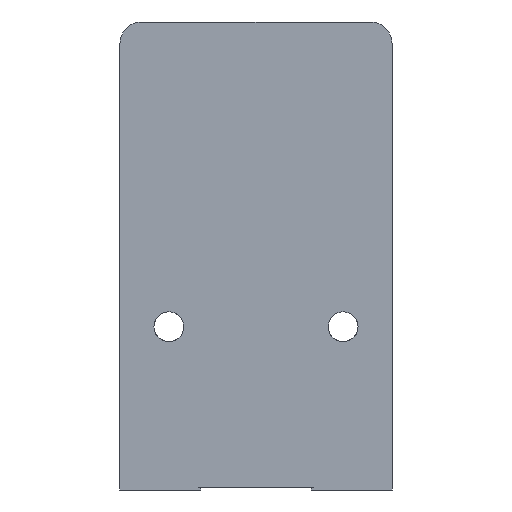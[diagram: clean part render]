
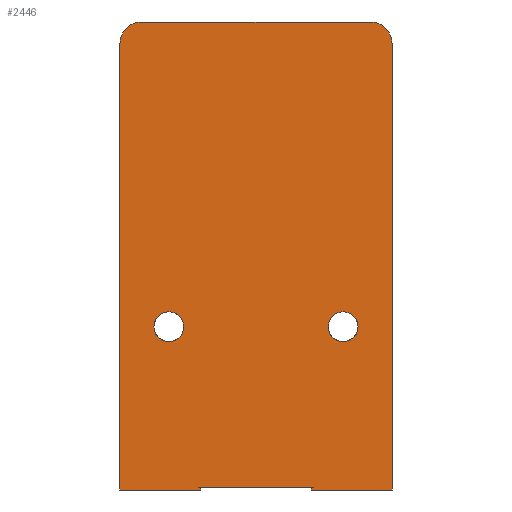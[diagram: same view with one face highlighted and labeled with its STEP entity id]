
A CAD part, left-side view. The second image highlights one B-rep face of the part: STEP entity #2446.
In plain terms, the highlighted planar face has unit normal (-1, 0, 0).
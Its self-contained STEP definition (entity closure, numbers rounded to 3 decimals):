
#73=LINE('',#3589,#330);
#170=LINE('',#3795,#427);
#187=LINE('',#3840,#444);
#189=LINE('',#3843,#446);
#190=LINE('',#3849,#447);
#266=LINE('',#4002,#523);
#272=LINE('',#4013,#529);
#273=LINE('',#4014,#530);
#330=VECTOR('',#2929,42.);
#427=VECTOR('',#3098,0.5);
#444=VECTOR('',#3143,82.);
#446=VECTOR('',#3147,14.802);
#447=VECTOR('',#3152,0.5);
#523=VECTOR('',#3306,20.396);
#529=VECTOR('',#3318,14.802);
#530=VECTOR('',#3319,82.);
#623=PLANE('',#2653);
#731=FACE_BOUND('',#1035,.T.);
#732=FACE_BOUND('',#1036,.T.);
#865=FACE_OUTER_BOUND('',#1034,.T.);
#1034=EDGE_LOOP('',(#2250,#2251,#2252,#2253,#2254,#2255,#2256,#2257,#2258,
#2259));
#1035=EDGE_LOOP('',(#2260));
#1036=EDGE_LOOP('',(#2261));
#1055=CIRCLE('',#2479,2.75);
#1059=CIRCLE('',#2497,2.75);
#1076=CIRCLE('',#2557,4.);
#1084=CIRCLE('',#2601,4.);
#1107=VERTEX_POINT('',#3372);
#1115=VERTEX_POINT('',#3398);
#1185=VERTEX_POINT('',#3579);
#1186=VERTEX_POINT('',#3581);
#1188=VERTEX_POINT('',#3586);
#1258=VERTEX_POINT('',#3788);
#1261=VERTEX_POINT('',#3793);
#1268=VERTEX_POINT('',#3812);
#1275=VERTEX_POINT('',#3838);
#1277=VERTEX_POINT('',#3846);
#1278=VERTEX_POINT('',#3848);
#1318=VERTEX_POINT('',#4012);
#1338=EDGE_CURVE('',#1107,#1107,#1055,.T.);
#1351=EDGE_CURVE('',#1115,#1115,#1059,.T.);
#1434=EDGE_CURVE('',#1186,#1185,#1076,.T.);
#1438=EDGE_CURVE('',#1188,#1186,#73,.T.);
#1539=EDGE_CURVE('',#1258,#1261,#170,.T.);
#1547=EDGE_CURVE('',#1268,#1188,#1084,.T.);
#1562=EDGE_CURVE('',#1185,#1275,#187,.T.);
#1564=EDGE_CURVE('',#1275,#1258,#189,.T.);
#1566=EDGE_CURVE('',#1278,#1277,#190,.T.);
#1643=EDGE_CURVE('',#1261,#1278,#266,.T.);
#1649=EDGE_CURVE('',#1277,#1318,#272,.T.);
#1650=EDGE_CURVE('',#1268,#1318,#273,.T.);
#2250=ORIENTED_EDGE('',*,*,#1539,.T.);
#2251=ORIENTED_EDGE('',*,*,#1643,.T.);
#2252=ORIENTED_EDGE('',*,*,#1566,.T.);
#2253=ORIENTED_EDGE('',*,*,#1649,.T.);
#2254=ORIENTED_EDGE('',*,*,#1650,.F.);
#2255=ORIENTED_EDGE('',*,*,#1547,.T.);
#2256=ORIENTED_EDGE('',*,*,#1438,.T.);
#2257=ORIENTED_EDGE('',*,*,#1434,.T.);
#2258=ORIENTED_EDGE('',*,*,#1562,.T.);
#2259=ORIENTED_EDGE('',*,*,#1564,.T.);
#2260=ORIENTED_EDGE('',*,*,#1338,.T.);
#2261=ORIENTED_EDGE('',*,*,#1351,.T.);
#2446=ADVANCED_FACE('',(#865,#731,#732),#623,.T.);
#2479=AXIS2_PLACEMENT_3D('',#3373,#2714,#2715);
#2497=AXIS2_PLACEMENT_3D('',#3399,#2750,#2751);
#2557=AXIS2_PLACEMENT_3D('',#3582,#2922,#2923);
#2601=AXIS2_PLACEMENT_3D('',#3813,#3115,#3116);
#2653=AXIS2_PLACEMENT_3D('',#4011,#3316,#3317);
#2714=DIRECTION('center_axis',(1.,0.,0.));
#2715=DIRECTION('ref_axis',(0.,0.,1.));
#2750=DIRECTION('center_axis',(1.,0.,0.));
#2751=DIRECTION('ref_axis',(0.,0.,1.));
#2922=DIRECTION('center_axis',(-1.,0.,0.));
#2923=DIRECTION('ref_axis',(0.,0.,-1.));
#2929=DIRECTION('',(0.,1.,0.));
#3098=DIRECTION('',(0.,0.,1.));
#3115=DIRECTION('center_axis',(-1.,0.,0.));
#3116=DIRECTION('ref_axis',(0.,0.,1.));
#3143=DIRECTION('',(0.,0.,-1.));
#3147=DIRECTION('',(0.,-1.,0.));
#3152=DIRECTION('',(0.,0.,-1.));
#3306=DIRECTION('',(0.,-1.,0.));
#3316=DIRECTION('center_axis',(-1.,0.,0.));
#3317=DIRECTION('ref_axis',(0.,0.,1.));
#3318=DIRECTION('',(0.,-1.,0.));
#3319=DIRECTION('',(0.,0.,-1.));
#3372=CARTESIAN_POINT('',(-25.,-16.,32.75));
#3373=CARTESIAN_POINT('Origin',(-25.,-16.,30.));
#3398=CARTESIAN_POINT('',(-25.,16.,32.75));
#3399=CARTESIAN_POINT('Origin',(-25.,16.,30.));
#3579=CARTESIAN_POINT('',(-25.,25.,82.));
#3581=CARTESIAN_POINT('',(-25.,21.,86.));
#3582=CARTESIAN_POINT('Origin',(-25.,21.,82.));
#3586=CARTESIAN_POINT('',(-25.,-21.,86.));
#3589=CARTESIAN_POINT('',(-25.,-25.,86.));
#3788=CARTESIAN_POINT('',(-25.,10.198,0.));
#3793=CARTESIAN_POINT('',(-25.,10.198,0.5));
#3795=CARTESIAN_POINT('',(-25.,10.198,0.));
#3812=CARTESIAN_POINT('',(-25.,-25.,82.));
#3813=CARTESIAN_POINT('Origin',(-25.,-21.,82.));
#3838=CARTESIAN_POINT('',(-25.,25.,0.));
#3840=CARTESIAN_POINT('',(-25.,25.,0.));
#3843=CARTESIAN_POINT('',(-25.,-25.,0.));
#3846=CARTESIAN_POINT('',(-25.,-10.198,0.));
#3848=CARTESIAN_POINT('',(-25.,-10.198,0.5));
#3849=CARTESIAN_POINT('',(-25.,-10.198,0.));
#4002=CARTESIAN_POINT('',(-25.,-25.,0.5));
#4011=CARTESIAN_POINT('Origin',(-25.,-25.,0.));
#4012=CARTESIAN_POINT('',(-25.,-25.,0.));
#4013=CARTESIAN_POINT('',(-25.,0.,0.));
#4014=CARTESIAN_POINT('',(-25.,-25.,0.));
